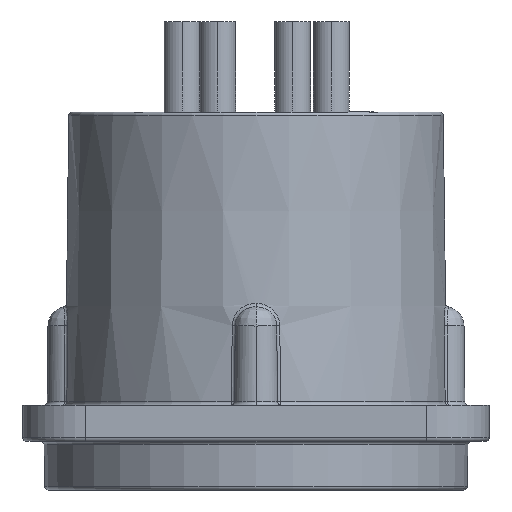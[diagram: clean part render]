
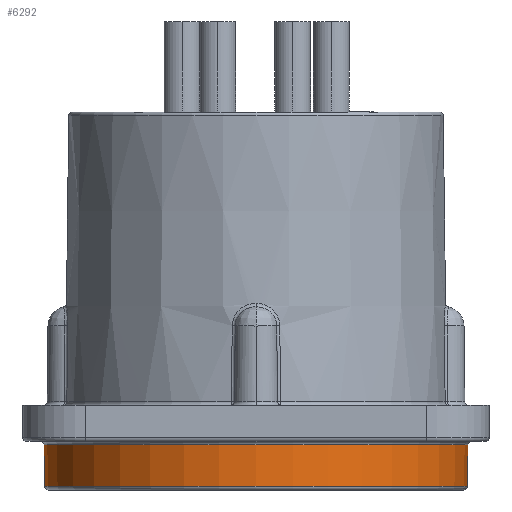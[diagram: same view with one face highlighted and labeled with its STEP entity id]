
A CAD part, front view. The second image highlights one B-rep face of the part: STEP entity #6292.
In plain terms, the highlighted conical face has half-angle 1 degrees and reference radius 11.775 mm.
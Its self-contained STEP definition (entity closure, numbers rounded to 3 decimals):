
#5828 = TOROIDAL_SURFACE('',#5829,11.972,0.2);
#5829 = AXIS2_PLACEMENT_3D('',#5830,#5831,#5832);
#5830 = CARTESIAN_POINT('',(-72.636,-20.149,-2.2));
#5831 = DIRECTION('',(0.,0.,1.));
#5832 = DIRECTION('',(-1.,0.,0.));
#6070 = TOROIDAL_SURFACE('',#6071,11.531,0.2);
#6071 = AXIS2_PLACEMENT_3D('',#6072,#6073,#6074);
#6072 = CARTESIAN_POINT('',(-72.636,-20.149,-4.5));
#6073 = DIRECTION('',(0.,0.,1.));
#6074 = DIRECTION('',(-1.,0.,0.));
#6099 = VERTEX_POINT('',#6100);
#6100 = CARTESIAN_POINT('',(-60.904,-20.149,
    -4.503));
#6127 = EDGE_CURVE('',#6128,#6099,#6130,.T.);
#6128 = VERTEX_POINT('',#6129);
#6129 = CARTESIAN_POINT('',(-84.367,-20.149,
    -4.503));
#6130 = SURFACE_CURVE('',#6131,(#6136,#6143),.PCURVE_S1.);
#6131 = CIRCLE('',#6132,11.731);
#6132 = AXIS2_PLACEMENT_3D('',#6133,#6134,#6135);
#6133 = CARTESIAN_POINT('',(-72.636,-20.149,
    -4.503));
#6134 = DIRECTION('',(0.,0.,1.));
#6135 = DIRECTION('',(-1.,0.,0.));
#6136 = PCURVE('',#6070,#6137);
#6137 = DEFINITIONAL_REPRESENTATION('',(#6138),#6142);
#6138 = LINE('',#6139,#6140);
#6139 = CARTESIAN_POINT('',(0.,6.266));
#6140 = VECTOR('',#6141,1.);
#6141 = DIRECTION('',(1.,0.));
#6142 = ( GEOMETRIC_REPRESENTATION_CONTEXT(2) 
PARAMETRIC_REPRESENTATION_CONTEXT() REPRESENTATION_CONTEXT('2D SPACE',''
  ) );
#6143 = PCURVE('',#6144,#6149);
#6144 = CONICAL_SURFACE('',#6145,11.775,0.017);
#6145 = AXIS2_PLACEMENT_3D('',#6146,#6147,#6148);
#6146 = CARTESIAN_POINT('',(-72.636,-20.149,-2.));
#6147 = DIRECTION('',(0.,0.,1.));
#6148 = DIRECTION('',(-1.,0.,0.));
#6149 = DEFINITIONAL_REPRESENTATION('',(#6150),#6154);
#6150 = LINE('',#6151,#6152);
#6151 = CARTESIAN_POINT('',(0.,-2.503));
#6152 = VECTOR('',#6153,1.);
#6153 = DIRECTION('',(1.,0.));
#6154 = ( GEOMETRIC_REPRESENTATION_CONTEXT(2) 
PARAMETRIC_REPRESENTATION_CONTEXT() REPRESENTATION_CONTEXT('2D SPACE',''
  ) );
#6232 = CONICAL_SURFACE('',#6233,11.775,0.017);
#6233 = AXIS2_PLACEMENT_3D('',#6234,#6235,#6236);
#6234 = CARTESIAN_POINT('',(-72.636,-20.149,-2.));
#6235 = DIRECTION('',(0.,0.,1.));
#6236 = DIRECTION('',(-1.,0.,0.));
#6292 = ADVANCED_FACE('',(#6293),#6144,.T.);
#6293 = FACE_BOUND('',#6294,.T.);
#6294 = EDGE_LOOP('',(#6295,#6296,#6324,#6348));
#6295 = ORIENTED_EDGE('',*,*,#6127,.T.);
#6296 = ORIENTED_EDGE('',*,*,#6297,.T.);
#6297 = EDGE_CURVE('',#6099,#6298,#6300,.T.);
#6298 = VERTEX_POINT('',#6299);
#6299 = CARTESIAN_POINT('',(-60.864,-20.149,
    -2.197));
#6300 = SURFACE_CURVE('',#6301,(#6305,#6312),.PCURVE_S1.);
#6301 = LINE('',#6302,#6303);
#6302 = CARTESIAN_POINT('',(-60.861,-20.149,-2.));
#6303 = VECTOR('',#6304,1.);
#6304 = DIRECTION('',(0.017,0.,
    1.));
#6305 = PCURVE('',#6144,#6306);
#6306 = DEFINITIONAL_REPRESENTATION('',(#6307),#6311);
#6307 = LINE('',#6308,#6309);
#6308 = CARTESIAN_POINT('',(3.142,0.));
#6309 = VECTOR('',#6310,1.);
#6310 = DIRECTION('',(0.,1.));
#6311 = ( GEOMETRIC_REPRESENTATION_CONTEXT(2) 
PARAMETRIC_REPRESENTATION_CONTEXT() REPRESENTATION_CONTEXT('2D SPACE',''
  ) );
#6312 = PCURVE('',#6313,#6318);
#6313 = CONICAL_SURFACE('',#6314,11.775,0.017);
#6314 = AXIS2_PLACEMENT_3D('',#6315,#6316,#6317);
#6315 = CARTESIAN_POINT('',(-72.636,-20.149,-2.));
#6316 = DIRECTION('',(0.,0.,1.));
#6317 = DIRECTION('',(-1.,0.,0.));
#6318 = DEFINITIONAL_REPRESENTATION('',(#6319),#6323);
#6319 = LINE('',#6320,#6321);
#6320 = CARTESIAN_POINT('',(3.142,0.));
#6321 = VECTOR('',#6322,1.);
#6322 = DIRECTION('',(0.,1.));
#6323 = ( GEOMETRIC_REPRESENTATION_CONTEXT(2) 
PARAMETRIC_REPRESENTATION_CONTEXT() REPRESENTATION_CONTEXT('2D SPACE',''
  ) );
#6324 = ORIENTED_EDGE('',*,*,#6325,.T.);
#6325 = EDGE_CURVE('',#6298,#6326,#6328,.T.);
#6326 = VERTEX_POINT('',#6327);
#6327 = CARTESIAN_POINT('',(-84.407,-20.149,
    -2.197));
#6328 = SURFACE_CURVE('',#6329,(#6334,#6341),.PCURVE_S1.);
#6329 = CIRCLE('',#6330,11.772);
#6330 = AXIS2_PLACEMENT_3D('',#6331,#6332,#6333);
#6331 = CARTESIAN_POINT('',(-72.636,-20.149,
    -2.197));
#6332 = DIRECTION('',(0.,0.,-1.));
#6333 = DIRECTION('',(-1.,0.,0.));
#6334 = PCURVE('',#6144,#6335);
#6335 = DEFINITIONAL_REPRESENTATION('',(#6336),#6340);
#6336 = LINE('',#6337,#6338);
#6337 = CARTESIAN_POINT('',(6.283,-0.197));
#6338 = VECTOR('',#6339,1.);
#6339 = DIRECTION('',(-1.,0.));
#6340 = ( GEOMETRIC_REPRESENTATION_CONTEXT(2) 
PARAMETRIC_REPRESENTATION_CONTEXT() REPRESENTATION_CONTEXT('2D SPACE',''
  ) );
#6341 = PCURVE('',#5828,#6342);
#6342 = DEFINITIONAL_REPRESENTATION('',(#6343),#6347);
#6343 = LINE('',#6344,#6345);
#6344 = CARTESIAN_POINT('',(6.283,3.124));
#6345 = VECTOR('',#6346,1.);
#6346 = DIRECTION('',(-1.,0.));
#6347 = ( GEOMETRIC_REPRESENTATION_CONTEXT(2) 
PARAMETRIC_REPRESENTATION_CONTEXT() REPRESENTATION_CONTEXT('2D SPACE',''
  ) );
#6348 = ORIENTED_EDGE('',*,*,#6349,.F.);
#6349 = EDGE_CURVE('',#6128,#6326,#6350,.T.);
#6350 = SURFACE_CURVE('',#6351,(#6355,#6362),.PCURVE_S1.);
#6351 = LINE('',#6352,#6353);
#6352 = CARTESIAN_POINT('',(-84.411,-20.149,-2.));
#6353 = VECTOR('',#6354,1.);
#6354 = DIRECTION('',(-0.017,0.,1.));
#6355 = PCURVE('',#6144,#6356);
#6356 = DEFINITIONAL_REPRESENTATION('',(#6357),#6361);
#6357 = LINE('',#6358,#6359);
#6358 = CARTESIAN_POINT('',(0.,0.));
#6359 = VECTOR('',#6360,1.);
#6360 = DIRECTION('',(0.,1.));
#6361 = ( GEOMETRIC_REPRESENTATION_CONTEXT(2) 
PARAMETRIC_REPRESENTATION_CONTEXT() REPRESENTATION_CONTEXT('2D SPACE',''
  ) );
#6362 = PCURVE('',#6232,#6363);
#6363 = DEFINITIONAL_REPRESENTATION('',(#6364),#6368);
#6364 = LINE('',#6365,#6366);
#6365 = CARTESIAN_POINT('',(6.283,0.));
#6366 = VECTOR('',#6367,1.);
#6367 = DIRECTION('',(0.,1.));
#6368 = ( GEOMETRIC_REPRESENTATION_CONTEXT(2) 
PARAMETRIC_REPRESENTATION_CONTEXT() REPRESENTATION_CONTEXT('2D SPACE',''
  ) );
